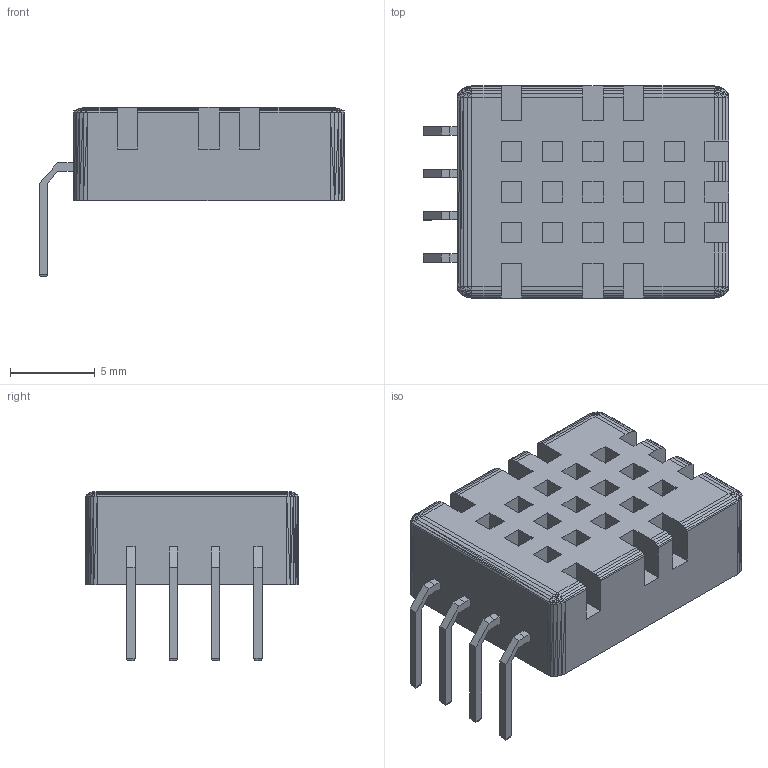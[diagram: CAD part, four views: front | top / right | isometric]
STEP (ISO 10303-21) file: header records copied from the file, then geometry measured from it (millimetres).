
FILE_DESCRIPTION(('eMachineShop Model'),'2;1');
FILE_NAME('electronics_components_pack-DHT11_90_1682344167.214.step','2022-09-02T12:54:27',('eMachineShop'),('eMachineShop'), 'eMachineShop','eMachineShop','Unknown');
FILE_SCHEMA(('AUTOMOTIVE_DESIGN { 1 0 10303 214 1 1 1 1 }'));
Length unit declared in the file: millimetre
Products named in the file (1): eMachineShop
Bounding box: 18 x 12.5 x 9.96 mm (x, y, z)
Volume: 1000.9 mm3; surface area: 1012.6 mm2
Topology: 1 solids, 1 shells, 432 faces, 921 edges, 510 vertices
Faces by surface type: plane 432
Entity records: 22690 total; most frequent: CARTESIAN_POINT 3968, DIRECTION 3367, LINE 2501, VECTOR 2501, ORIENTED_EDGE 1842, PCURVE 1842, DEFINITIONAL_REPRESENTATION 1842, EDGE_CURVE 921
